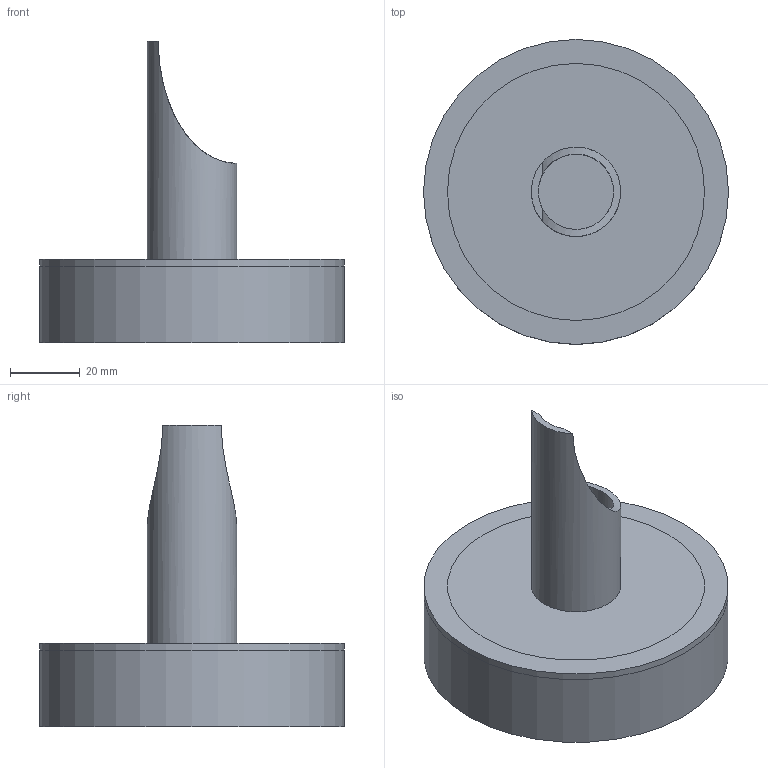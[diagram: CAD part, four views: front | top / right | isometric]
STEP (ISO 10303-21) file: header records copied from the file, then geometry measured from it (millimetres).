
FILE_DESCRIPTION(/* description */ (''),/* implementation_level */ '2;1');
FILE_NAME(/* name */ 'F-SICT.stp',/* time_stamp */ '2024-05-04T12:03:32+02:00',/* author */ ('Utente'),/* organization */ (''),/* preprocessor_version */ 'ST-DEVELOPER v20',/* originating_system */ 'Autodesk Inventor 2024',/* authorisation */ '');
FILE_SCHEMA (('AUTOMOTIVE_DESIGN { 1 0 10303 214 3 1 1 }'));
Length unit declared in the file: millimetre
Products named in the file (5): F-SICT; F-SICT-00; F-SICT-01; F-SICT-02; F-SICT-03
Assembly tree (4 placements, depth 2):
  F-SICT
    F-SICT-00
    F-SICT-01
    F-SICT-02
    F-SICT-03
Bounding box: 87.5 x 87.5 x 86.5 mm (x, y, z)
Volume: 39982.4 mm3; surface area: 42592.2 mm2
Topology: 4 solids, 4 shells, 18 faces, 31 edges, 21 vertices
Faces by surface type: plane 9, cylinder 8, bspline 1
Full cylindrical faces by diameter (mm): 21.625 x1, 25.625 x2, 73.75 x2, 83.5 x1, 87.5 x2
Entity records: 716 total; most frequent: CARTESIAN_POINT 172, DIRECTION 96, ORIENTED_EDGE 62, AXIS2_PLACEMENT_3D 43, EDGE_CURVE 31, EDGE_LOOP 24, VERTEX_POINT 21, FACE_OUTER_BOUND 18
